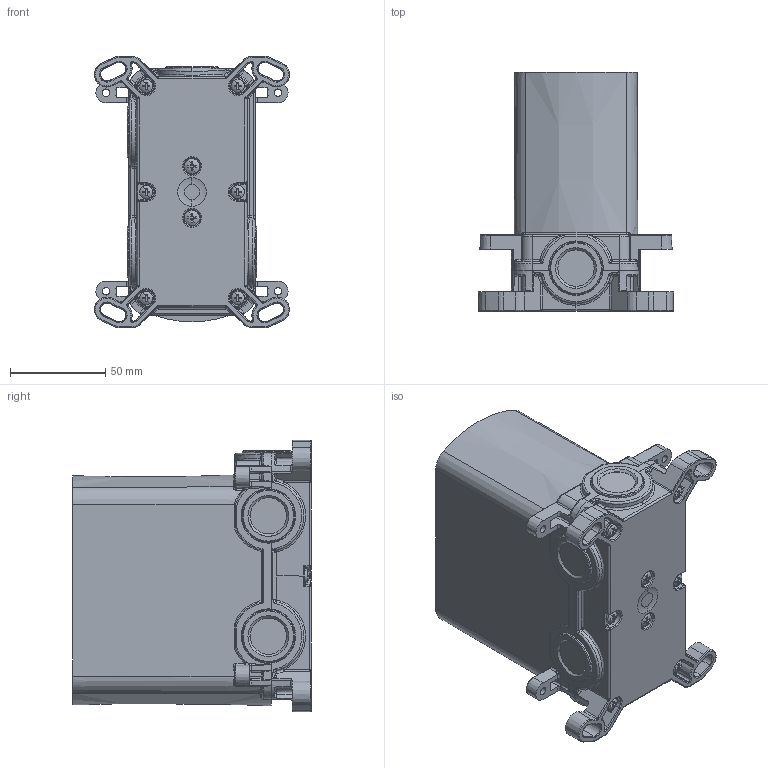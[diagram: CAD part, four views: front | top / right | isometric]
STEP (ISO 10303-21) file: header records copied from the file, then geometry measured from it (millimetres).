
FILE_DESCRIPTION(('CATIA V5 STEP Exchange','CAx-IF Rec.Pracs.--- Model Styling and Organization---1.5--- 2016-08-15','CAx-IF Rec.Pracs.---Supplemental Geometry---1.0---2011-11-01','CAx-IF Rec.Pracs.--- Composite Materials ---3.4---2017-06-13','CAx-IF Rec.Pracs.---Tessellated 3D Geometry---1.0---2015-12-17'),'2;1');
FILE_NAME('ZB0002304.stp','2024-06-17T12:50:06+00:00',('none'),('none'),'CATIA Version 5-6 Release 2020 SP2','CATIA V5 STEP AP242 v2','none');
FILE_SCHEMA(('AP242_MANAGED_MODEL_BASED_3D_ENGINEERING_MIM_LF {1 0 10303 442 1 1 4}'));
Length unit declared in the file: millimetre
Products named in the file (1): PR.0518.40_AllCATPart
Bounding box: 102.17 x 125 x 142.17 mm (x, y, z)
Volume: 124358.7 mm3; surface area: 140499.2 mm2
Topology: 15 solids, 47 shells, 2650 faces, 7224 edges, 4457 vertices
Faces by surface type: bspline 1078, cylinder 711, plane 404, torus 165, cone 160, sphere 132
Entity records: 132662 total; most frequent: CARTESIAN_POINT 81149, ORIENTED_EDGE 13916, EDGE_CURVE 7036, DIRECTION 4858, VERTEX_POINT 4457, B_SPLINE_CURVE_WITH_KNOTS 4036, EDGE_LOOP 2717, ADVANCED_FACE 2650
